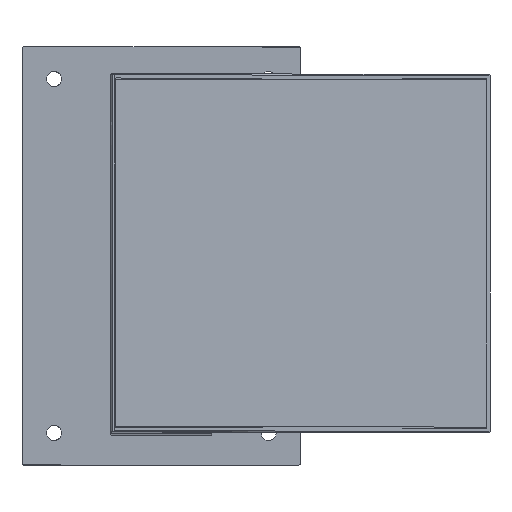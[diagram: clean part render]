
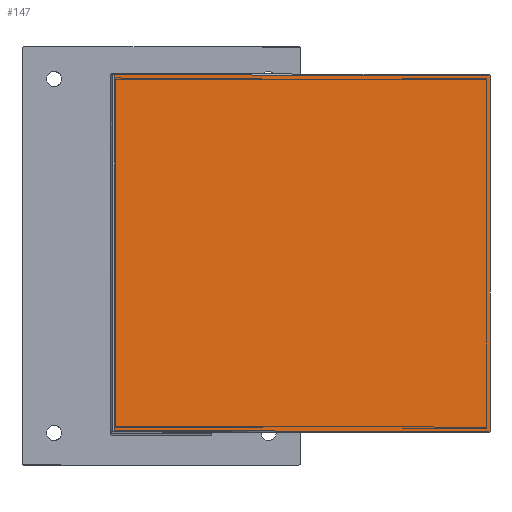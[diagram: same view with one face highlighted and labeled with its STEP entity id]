
A CAD part, top view. The second image highlights one B-rep face of the part: STEP entity #147.
In plain terms, the highlighted planar face has unit normal (0.707, 0, 0.707).
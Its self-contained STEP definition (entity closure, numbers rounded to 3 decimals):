
#36=PLANE($,#1525);
#147=ADVANCED_FACE($,(#228),#36,.T.);
#228=FACE_OUTER_BOUND($,#321,.T.);
#321=EDGE_LOOP($,(#661,#662,#663,#664));
#661=ORIENTED_EDGE($,*,*,#936,.F.);
#662=ORIENTED_EDGE($,*,*,#924,.F.);
#663=ORIENTED_EDGE($,*,*,#933,.F.);
#664=ORIENTED_EDGE($,*,*,#929,.F.);
#924=EDGE_CURVE($,#1103,#1104,#1402,.T.);
#929=EDGE_CURVE($,#1107,#1108,#1406,.T.);
#933=EDGE_CURVE($,#1108,#1103,#1408,.T.);
#936=EDGE_CURVE($,#1104,#1107,#1411,.T.);
#1103=VERTEX_POINT($,#3118);
#1104=VERTEX_POINT($,#3119);
#1107=VERTEX_POINT($,#3122);
#1108=VERTEX_POINT($,#3123);
#1402=B_SPLINE_CURVE_WITH_KNOTS($,1,(#2956,#2957),.UNSPECIFIED.,.F.,.F.,
(2,2),(-247.586,0.),.UNSPECIFIED.);
#1406=B_SPLINE_CURVE_WITH_KNOTS($,1,(#2971,#2972),.UNSPECIFIED.,.F.,.F.,
(2,2),(0.,247.586),.UNSPECIFIED.);
#1408=B_SPLINE_CURVE_WITH_KNOTS($,1,(#2981,#2982),.UNSPECIFIED.,.F.,.F.,
(2,2),(-166.,0.),.UNSPECIFIED.);
#1411=B_SPLINE_CURVE_WITH_KNOTS($,1,(#2987,#2988),.UNSPECIFIED.,.F.,.F.,
(2,2),(0.,166.),.UNSPECIFIED.);
#1525=AXIS2_PLACEMENT_3D($,#3051,#1553,$);
#1553=DIRECTION($,(0.707,0.,0.707));
#2956=CARTESIAN_POINT($,(153.249,-83.05,726.186));
#2957=CARTESIAN_POINT($,(-21.821,-83.05,901.256));
#2971=CARTESIAN_POINT($,(-21.821,82.95,901.256));
#2972=CARTESIAN_POINT($,(153.249,82.95,726.186));
#2981=CARTESIAN_POINT($,(153.249,82.95,726.186));
#2982=CARTESIAN_POINT($,(153.249,-83.05,726.186));
#2987=CARTESIAN_POINT($,(-21.821,-83.05,901.256));
#2988=CARTESIAN_POINT($,(-21.821,82.95,901.256));
#3051=CARTESIAN_POINT($,(-21.821,82.95,901.256));
#3118=CARTESIAN_POINT($,(153.249,-83.05,726.186));
#3119=CARTESIAN_POINT($,(-21.821,-83.05,901.256));
#3122=CARTESIAN_POINT($,(-21.821,82.95,901.256));
#3123=CARTESIAN_POINT($,(153.249,82.95,726.186));
